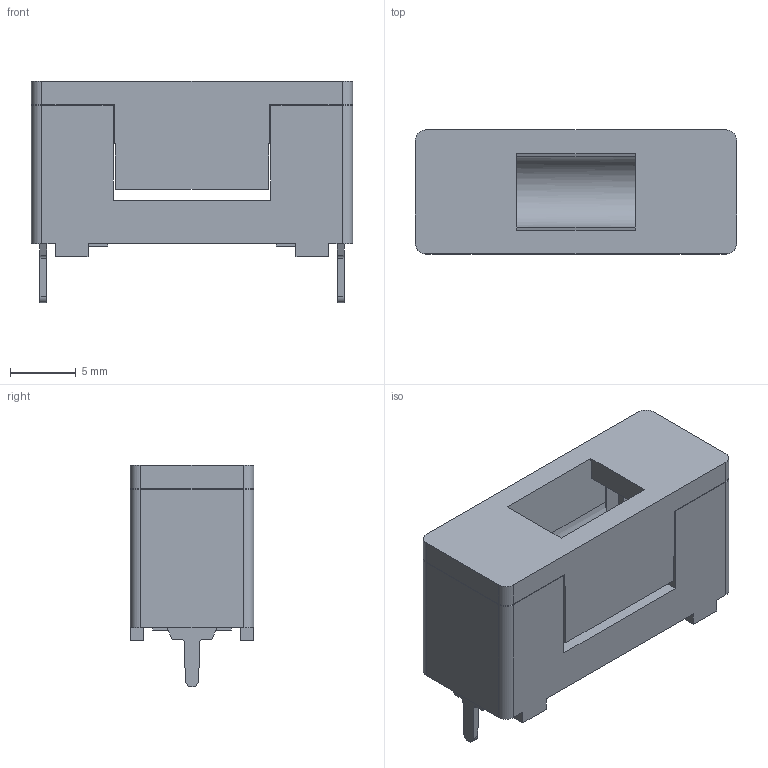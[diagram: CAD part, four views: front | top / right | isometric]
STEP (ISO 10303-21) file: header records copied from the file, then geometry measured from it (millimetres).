
FILE_DESCRIPTION(/* description */ ('Unknown'),/* implementation_level */ '2;1');
FILE_NAME(/* name */ '696108003002',/* time_stamp */ '2022-11-22T14:14:51+02:00',/* author */ ('Unknown'),/* organization */ ('Unknown'),/* preprocessor_version */ 'ST-DEVELOPER v18.102',/* originating_system */ 'Solid Edge',/* authorisation */ 'Unknown');
FILE_SCHEMA (('AUTOMOTIVE_DESIGN {1 0 10303 214 3 1 1}'));
Length unit declared in the file: millimetre
Products named in the file (3): 696108003002 (rev1); 1_0; 2_0
Assembly tree (2 placements, depth 2):
  696108003002 (rev1)
    1_0
    2_0
Bounding box: 24.4 x 9.4 x 16.84 mm (x, y, z)
Volume: 1623.7 mm3; surface area: 2603.8 mm2
Topology: 2 solids, 2 shells, 145 faces, 420 edges, 280 vertices
Faces by surface type: plane 118, cylinder 27
Entity records: 5969 total; most frequent: CARTESIAN_POINT 1136, ORIENTED_EDGE 840, DIRECTION 766, EDGE_CURVE 420, LINE 366, VECTOR 366, VERTEX_POINT 280, AXIS2_PLACEMENT_3D 200
